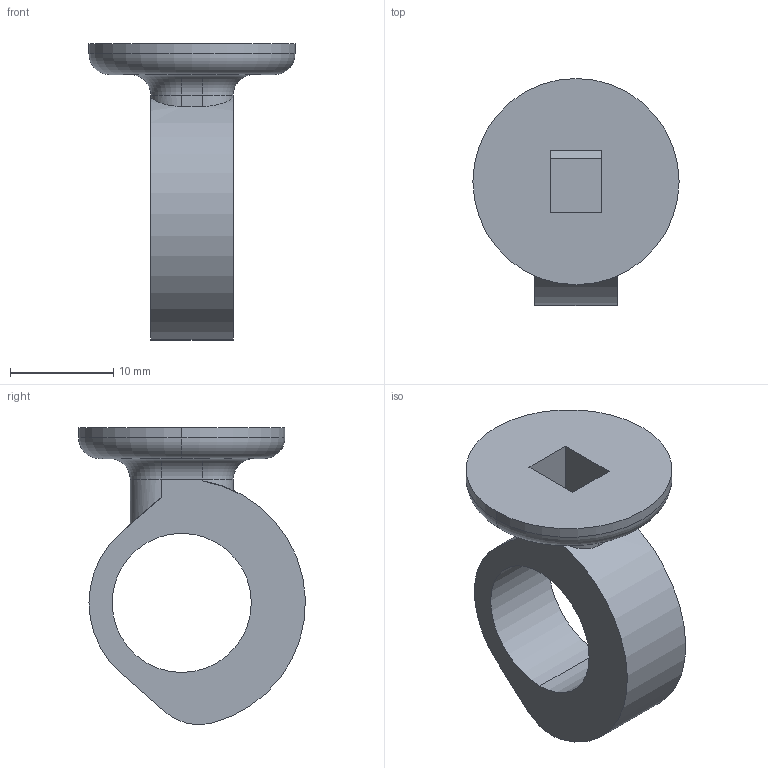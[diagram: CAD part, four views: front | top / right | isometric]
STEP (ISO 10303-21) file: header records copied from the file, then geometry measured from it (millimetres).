
FILE_DESCRIPTION (( 'STEP AP203' ), '1' );
FILE_NAME ('arm-hinge-outer-x2.STEP', '2019-10-22T11:27:42', ( '' ), ( '' ), 'SwSTEP 2.0', 'SolidWorks 2013', '' );
FILE_SCHEMA (( 'CONFIG_CONTROL_DESIGN' ));
Length unit declared in the file: millimetre
Products named in the file (1): arm-hinge-outer-x2
Bounding box: 20 x 21.99 x 28.78 mm (x, y, z)
Volume: 2717.3 mm3; surface area: 2186.1 mm2
Topology: 1 solids, 1 shells, 35 faces, 83 edges, 52 vertices
Faces by surface type: cylinder 15, plane 14, torus 6
Entity records: 1120 total; most frequent: CARTESIAN_POINT 209, DIRECTION 185, ORIENTED_EDGE 166, EDGE_CURVE 83, AXIS2_PLACEMENT_3D 70, VERTEX_POINT 52, VECTOR 45, LINE 45
